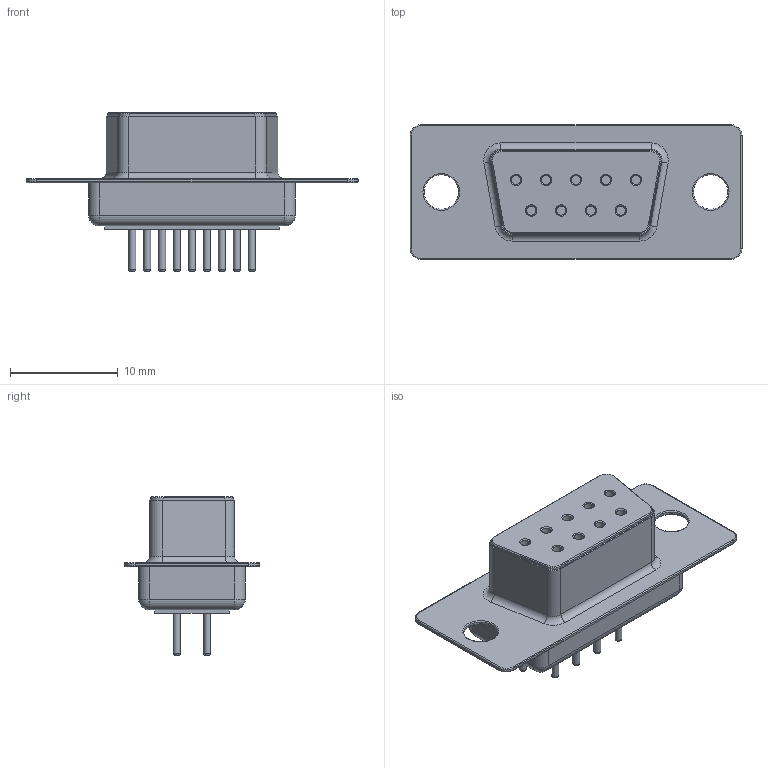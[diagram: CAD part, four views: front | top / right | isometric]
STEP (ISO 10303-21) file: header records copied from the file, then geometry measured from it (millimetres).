
FILE_DESCRIPTION(/* description */ ('model of DSUB-9_Socket_Vertical_P2.77x2.84mm_MountingHoles'),/* implementation_level */ '2;1');
FILE_NAME(/* name */ 'DSUB-9_Socket_Vertical_P2.77x2.84mm_MountingHoles.step',/* time_stamp */ '1970-01-01T00:00:00',/* author */ ('KiCAD','kicad'),/* organization */ ('OCCT'),/* preprocessor_version */ '',/* originating_system */ 'KiCAD',/* authorisation */ '');
FILE_SCHEMA(('AUTOMOTIVE_DESIGN { 1 0 10303 214 1 1 1 1 }'));
Length unit declared in the file: millimetre
Products named in the file (1): DSUB-9_Socket_Vertical_P2.77x2.84mm_MountingHoles
Bounding box: 30.8 x 12.5 x 14.7 mm (x, y, z)
Volume: 1612.5 mm3; surface area: 1609.8 mm2
Topology: 1 solids, 1 shells, 151 faces, 332 edges, 194 vertices
Faces by surface type: cylinder 56, plane 45, torus 25, cone 17, revolution 4, sphere 4
Full cylindrical faces by diameter (mm): 0.64 x9, 0.853 x9, 3.2 x2
Entity records: 3277 total; most frequent: CARTESIAN_POINT 622, ORIENTED_EDGE 509, EDGE_CURVE 328, AXIS2_PLACEMENT_3D 305, VERTEX_POINT 194, FACE_BOUND 186, EDGE_LOOP 186, CIRCLE 171
